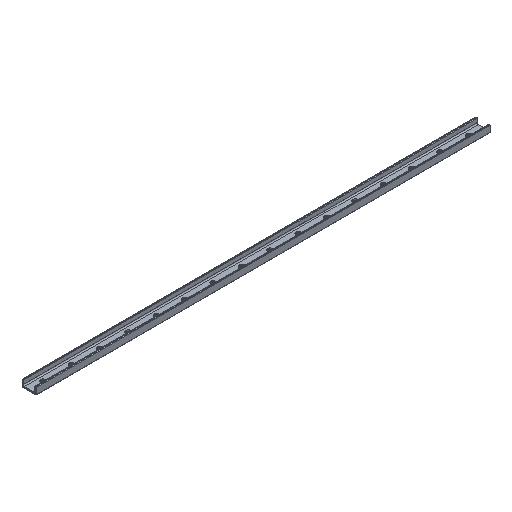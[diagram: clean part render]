
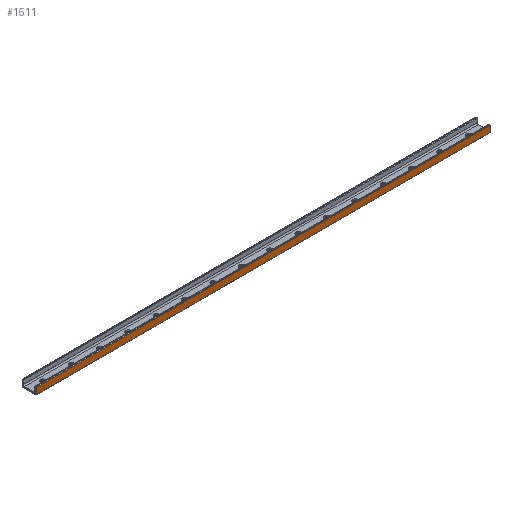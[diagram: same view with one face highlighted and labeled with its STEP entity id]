
A CAD part, isometric view. The second image highlights one B-rep face of the part: STEP entity #1511.
In plain terms, the highlighted planar face has unit normal (0, -1, 0).
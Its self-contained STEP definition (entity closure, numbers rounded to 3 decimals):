
#133 = PLANE ( 'NONE',  #1499 ) ;
#229 = CARTESIAN_POINT ( 'NONE',  ( 1520., -20.005, 8.879 ) ) ;
#362 = CARTESIAN_POINT ( 'NONE',  ( 0., -20.005, 8.879 ) ) ;
#396 = ORIENTED_EDGE ( 'NONE', *, *, #1631, .F. ) ;
#493 = CARTESIAN_POINT ( 'NONE',  ( 1280., -20.005, -8.879 ) ) ;
#535 = VERTEX_POINT ( 'NONE', #2470 ) ;
#873 = VECTOR ( 'NONE', #1688, 1000. ) ;
#884 = DIRECTION ( 'NONE',  ( 0., 0., 1. ) ) ;
#922 = VECTOR ( 'NONE', #1969, 1000. ) ;
#980 = CARTESIAN_POINT ( 'NONE',  ( 1280., -20.005, 8.879 ) ) ;
#1102 = CARTESIAN_POINT ( 'NONE',  ( 1520., -20.005, -8.879 ) ) ;
#1117 = DIRECTION ( 'NONE',  ( -1., 0., 0. ) ) ;
#1262 = EDGE_CURVE ( 'NONE', #1557, #1465, #2446, .T. ) ;
#1295 = VERTEX_POINT ( 'NONE', #493 ) ;
#1465 = VERTEX_POINT ( 'NONE', #2305 ) ;
#1499 = AXIS2_PLACEMENT_3D ( 'NONE', #1871, #3091, #884 ) ;
#1511 = ADVANCED_FACE ( 'NONE', ( #2860 ), #133, .F. ) ;
#1512 = VECTOR ( 'NONE', #3071, 1000. ) ;
#1557 = VERTEX_POINT ( 'NONE', #362 ) ;
#1631 = EDGE_CURVE ( 'NONE', #1295, #535, #1906, .T. ) ;
#1673 = EDGE_CURVE ( 'NONE', #1295, #1465, #3215, .T. ) ;
#1688 = DIRECTION ( 'NONE',  ( 0., 0., 1. ) ) ;
#1871 = CARTESIAN_POINT ( 'NONE',  ( 1520., -20.005, 8.879 ) ) ;
#1906 = LINE ( 'NONE', #1102, #1929 ) ;
#1929 = VECTOR ( 'NONE', #1117, 1000. ) ;
#1969 = DIRECTION ( 'NONE',  ( 1., 0., 0. ) ) ;
#2305 = CARTESIAN_POINT ( 'NONE',  ( 1280., -20.005, 8.879 ) ) ;
#2446 = LINE ( 'NONE', #229, #922 ) ;
#2470 = CARTESIAN_POINT ( 'NONE',  ( 0., -20.005, -8.879 ) ) ;
#2486 = ORIENTED_EDGE ( 'NONE', *, *, #1262, .F. ) ;
#2561 = LINE ( 'NONE', #2591, #1512 ) ;
#2591 = CARTESIAN_POINT ( 'NONE',  ( 0., -20.005, 8.879 ) ) ;
#2653 = ORIENTED_EDGE ( 'NONE', *, *, #2678, .T. ) ;
#2678 = EDGE_CURVE ( 'NONE', #1557, #535, #2561, .T. ) ;
#2860 = FACE_OUTER_BOUND ( 'NONE', #3225, .T. ) ;
#3071 = DIRECTION ( 'NONE',  ( 0., 0., -1. ) ) ;
#3091 = DIRECTION ( 'NONE',  ( 0., 1., 0. ) ) ;
#3142 = ORIENTED_EDGE ( 'NONE', *, *, #1673, .T. ) ;
#3215 = LINE ( 'NONE', #980, #873 ) ;
#3225 = EDGE_LOOP ( 'NONE', ( #3142, #2486, #2653, #396 ) ) ;
